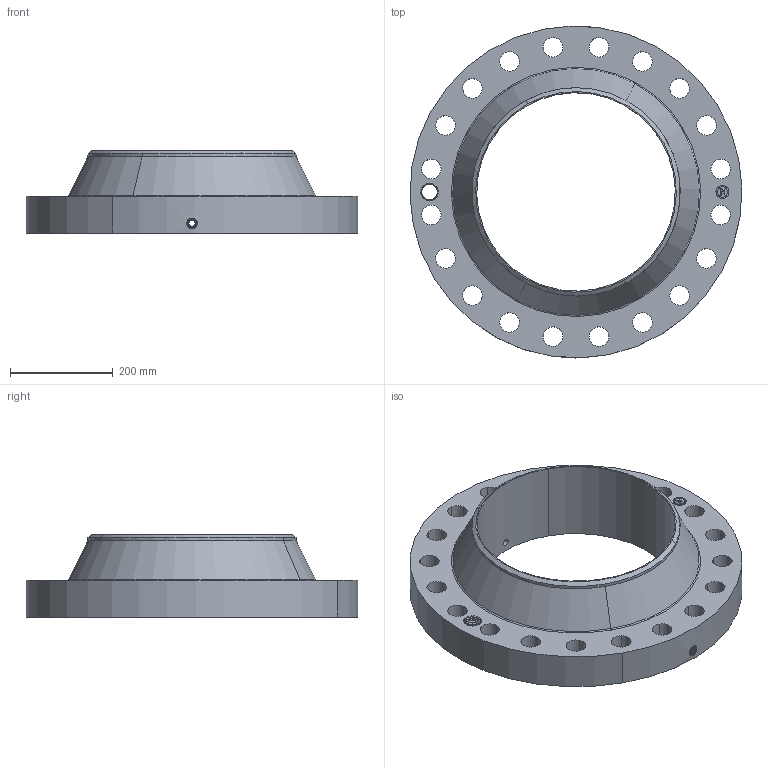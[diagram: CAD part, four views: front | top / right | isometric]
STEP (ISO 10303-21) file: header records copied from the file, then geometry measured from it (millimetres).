
FILE_DESCRIPTION(('3D STEP'),'2;1');
FILE_NAME('16-400-RTJ-WELD-NECK-30-ORIF-FLANGE.stp','2013-10-23T04:18:09+00:00',('Texas Flange'),(''),'CATIA Version 5 Release 20 SP 6 (IN-10)','CATIA V5 STEP AP214','800-826-3801');
FILE_SCHEMA(('AUTOMOTIVE_DESIGN { 1 0 10303 214 1 1 1 1 }'));
Length unit declared in the file: inch
Products named in the file (1): 16-400-RTJ-WELD-NECK-30-ORIF-FLANGE
Bounding box: 647.52 x 647.7 x 160.32 mm (x, y, z)
Volume: 16310020.4 mm3; surface area: 1001739.4 mm2
Topology: 1 solids, 1 shells, 812 faces, 2206 edges, 1416 vertices
Faces by surface type: plane 370, bspline 260, cylinder 119, cone 53, torus 6, revolution 4
Entity records: 34287 total; most frequent: CARTESIAN_POINT 14169, ORIENTED_EDGE 4412, EDGE_CURVE 2206, DIRECTION 2187, VERTEX_POINT 1416, VECTOR 1211, LINE 1211, EDGE_LOOP 880
